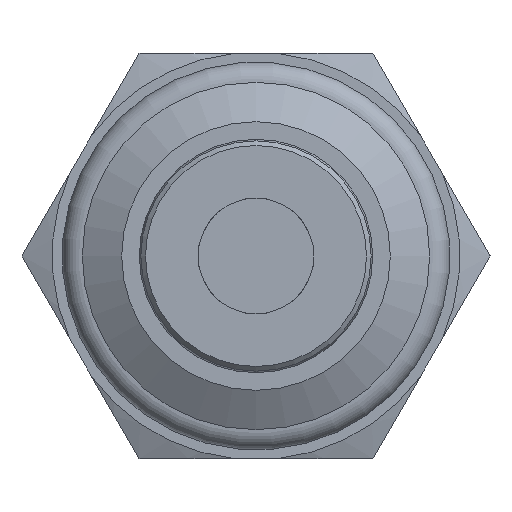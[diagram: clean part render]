
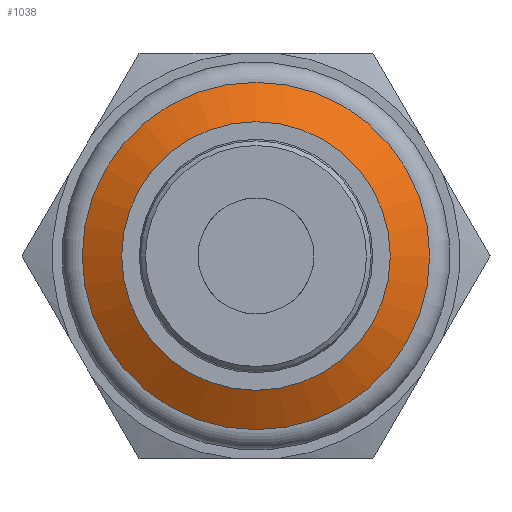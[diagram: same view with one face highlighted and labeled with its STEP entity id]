
A CAD part, left-side view. The second image highlights one B-rep face of the part: STEP entity #1038.
In plain terms, the highlighted conical face has half-angle 60 degrees and reference radius 8.445 mm.
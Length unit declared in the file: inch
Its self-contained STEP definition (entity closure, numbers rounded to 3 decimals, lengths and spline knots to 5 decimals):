
#264=FACE_BOUND('',#422,.T.);
#319=FACE_OUTER_BOUND('',#421,.T.);
#421=EDGE_LOOP('',(#871));
#422=EDGE_LOOP('',(#872));
#495=CIRCLE('',#1140,0.29);
#496=CIRCLE('',#1142,0.375);
#582=VERTEX_POINT('',#2129);
#583=VERTEX_POINT('',#2132);
#692=EDGE_CURVE('',#582,#582,#495,.T.);
#693=EDGE_CURVE('',#583,#583,#496,.T.);
#871=ORIENTED_EDGE('',*,*,#693,.F.);
#872=ORIENTED_EDGE('',*,*,#692,.T.);
#996=CONICAL_SURFACE('',#1141,0.3325,60.);
#1038=ADVANCED_FACE('',(#319,#264),#996,.T.);
#1140=AXIS2_PLACEMENT_3D('',#2130,#1351,#1352);
#1141=AXIS2_PLACEMENT_3D('',#2131,#1353,#1354);
#1142=AXIS2_PLACEMENT_3D('',#2133,#1355,#1356);
#1351=DIRECTION('center_axis',(1.,0.,0.));
#1352=DIRECTION('ref_axis',(0.,1.,0.));
#1353=DIRECTION('center_axis',(1.,0.,0.));
#1354=DIRECTION('ref_axis',(0.,1.,0.));
#1355=DIRECTION('center_axis',(1.,0.,0.));
#1356=DIRECTION('ref_axis',(0.,1.,0.));
#2129=CARTESIAN_POINT('',(-1.89,0.29,0.));
#2130=CARTESIAN_POINT('Origin',(-1.89,0.,0.));
#2131=CARTESIAN_POINT('Origin',(-1.86546,0.,0.));
#2132=CARTESIAN_POINT('',(-1.84093,0.375,0.));
#2133=CARTESIAN_POINT('Origin',(-1.84093,0.,0.));
